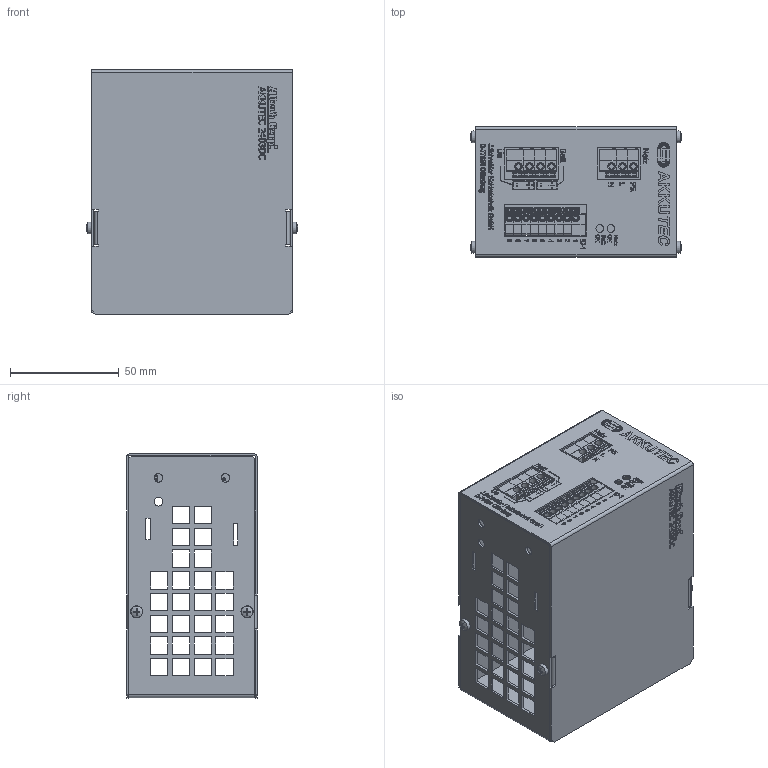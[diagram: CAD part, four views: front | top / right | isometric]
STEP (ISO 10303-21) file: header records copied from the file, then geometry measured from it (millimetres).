
FILE_DESCRIPTION(/* description */ (''),/* implementation_level */ '2;1');
FILE_NAME(/* name */ 'AKKUTEC2403DC.stp',/* time_stamp */ '2023-06-19T08:51:32-04:00',/* author */ ('altec'),/* organization */ (''),/* preprocessor_version */ 'ST-DEVELOPER v19.2',/* originating_system */ 'Autodesk Inventor 2024',/* authorisation */ '');
FILE_SCHEMA (('AUTOMOTIVE_DESIGN { 1 0 10303 214 3 1 1 }'));
Products named in the file (9): AKKUTEC2403DC; Q33G1K01; Q33G1K02; ISO 7049 - ST2,9 x 6,5 - F - HDIN ISO; FFKDSA1-H1-7,62; FFKDS-H1-5,08; FFKDS-H-3,81; FFKDSA1-H1-6,35; Q33G1K03
Assembly tree (23 placements, depth 2):
  AKKUTEC2403DC
    Q33G1K01
    Q33G1K02
    ISO 7049 - ST2,9 x 6,5 - F - HDIN ISO  x4
    FFKDSA1-H1-7,62  x2
    FFKDS-H1-5,08  x5
    FFKDS-H-3,81  x8
    FFKDSA1-H1-6,35
    Q33G1K03
Bounding box: 97.26 x 60.1 x 112.42 mm (x, y, z)
Volume: 45643.3 mm3; surface area: 95249.1 mm2
Topology: 122 solids, 122 shells, 4207 faces, 10926 edges, 7236 vertices
Faces by surface type: plane 2579, cylinder 851, bspline 621, torus 92, cone 60, sphere 4
Full cylindrical faces by diameter (mm): 0.457 x16, 1.3 x32, 1.4 x34, 1.48 x24, 1.651 x1, 1.7 x9, 2.43 x7, 2.5 x4, 2.9 x4, 3.13 x9, 3.2 x4, 3.5 x9, 4 x6, 4.1 x2
Entity records: 89506 total; most frequent: CARTESIAN_POINT 22996, ORIENTED_EDGE 14504, DIRECTION 11127, EDGE_CURVE 7252, LINE 5273, VECTOR 5273, VERTEX_POINT 4818, EDGE_LOOP 3074
